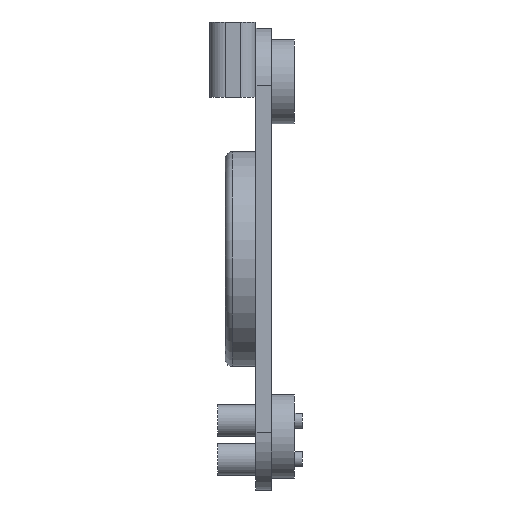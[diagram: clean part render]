
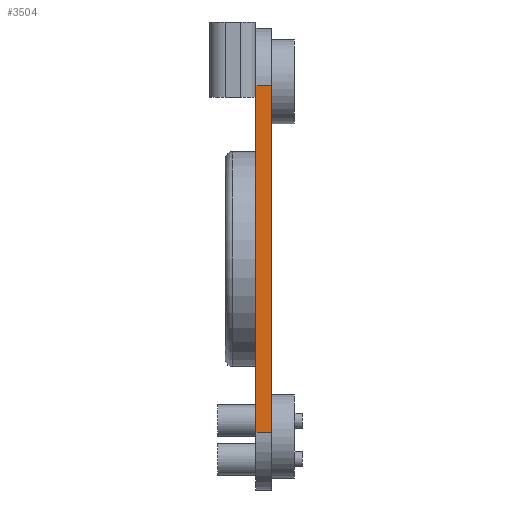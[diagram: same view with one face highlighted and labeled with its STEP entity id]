
A CAD part, left-side view. The second image highlights one B-rep face of the part: STEP entity #3504.
In plain terms, the highlighted planar face has unit normal (-1, 0, 0).
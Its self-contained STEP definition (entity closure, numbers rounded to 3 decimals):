
#205 = ORIENTED_EDGE ( 'NONE', *, *, #4345, .T. ) ;
#415 = CARTESIAN_POINT ( 'NONE',  ( -32.5, 1., 11.25 ) ) ;
#636 = VECTOR ( 'NONE', #929, 1000. ) ;
#793 = PLANE ( 'NONE',  #6117 ) ;
#929 = DIRECTION ( 'NONE',  ( 0., -1., 0. ) ) ;
#1014 = ORIENTED_EDGE ( 'NONE', *, *, #2116, .T. ) ;
#1067 = VECTOR ( 'NONE', #5431, 1000. ) ;
#1103 = ORIENTED_EDGE ( 'NONE', *, *, #3169, .F. ) ;
#1346 = CARTESIAN_POINT ( 'NONE',  ( -32.5, 0., -11.25 ) ) ;
#1562 = VECTOR ( 'NONE', #4389, 1000. ) ;
#1722 = CARTESIAN_POINT ( 'NONE',  ( -32.5, 0., 11.25 ) ) ;
#1949 = LINE ( 'NONE', #2880, #636 ) ;
#2116 = EDGE_CURVE ( 'NONE', #5904, #4237, #6214, .T. ) ;
#2141 = CARTESIAN_POINT ( 'NONE',  ( -32.5, 1., -11.25 ) ) ;
#2398 = CARTESIAN_POINT ( 'NONE',  ( -32.5, 1., -11.25 ) ) ;
#2880 = CARTESIAN_POINT ( 'NONE',  ( -32.5, 1., 11.25 ) ) ;
#3129 = FACE_OUTER_BOUND ( 'NONE', #5341, .T. ) ;
#3169 = EDGE_CURVE ( 'NONE', #5917, #5715, #1949, .T. ) ;
#3314 = CARTESIAN_POINT ( 'NONE',  ( -32.5, 1., -11.25 ) ) ;
#3502 = LINE ( 'NONE', #5935, #1067 ) ;
#3504 = ADVANCED_FACE ( 'NONE', ( #3129 ), #793, .F. ) ;
#3742 = DIRECTION ( 'NONE',  ( 0., 0., -1. ) ) ;
#3754 = LINE ( 'NONE', #1346, #4724 ) ;
#4149 = EDGE_CURVE ( 'NONE', #5904, #5917, #3502, .T. ) ;
#4237 = VERTEX_POINT ( 'NONE', #4257 ) ;
#4257 = CARTESIAN_POINT ( 'NONE',  ( -32.5, 0., -11.25 ) ) ;
#4345 = EDGE_CURVE ( 'NONE', #4237, #5715, #3754, .T. ) ;
#4389 = DIRECTION ( 'NONE',  ( 0., -1., 0. ) ) ;
#4724 = VECTOR ( 'NONE', #6082, 1000. ) ;
#5101 = DIRECTION ( 'NONE',  ( 1., 0., 0. ) ) ;
#5341 = EDGE_LOOP ( 'NONE', ( #205, #1103, #5834, #1014 ) ) ;
#5431 = DIRECTION ( 'NONE',  ( 0., 0., 1. ) ) ;
#5715 = VERTEX_POINT ( 'NONE', #1722 ) ;
#5834 = ORIENTED_EDGE ( 'NONE', *, *, #4149, .F. ) ;
#5904 = VERTEX_POINT ( 'NONE', #2398 ) ;
#5917 = VERTEX_POINT ( 'NONE', #415 ) ;
#5935 = CARTESIAN_POINT ( 'NONE',  ( -32.5, 1., -11.25 ) ) ;
#6082 = DIRECTION ( 'NONE',  ( 0., 0., 1. ) ) ;
#6117 = AXIS2_PLACEMENT_3D ( 'NONE', #2141, #5101, #3742 ) ;
#6214 = LINE ( 'NONE', #3314, #1562 ) ;
